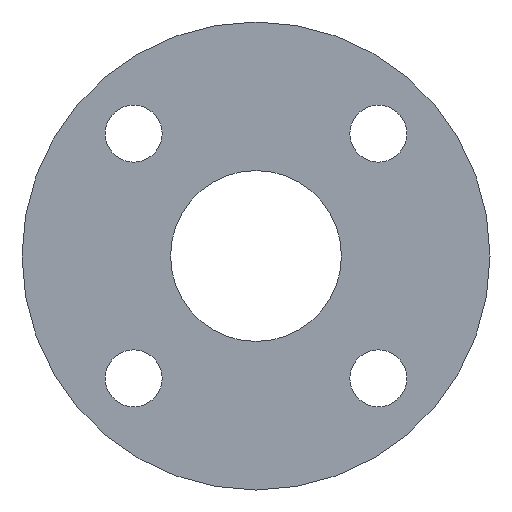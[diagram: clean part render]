
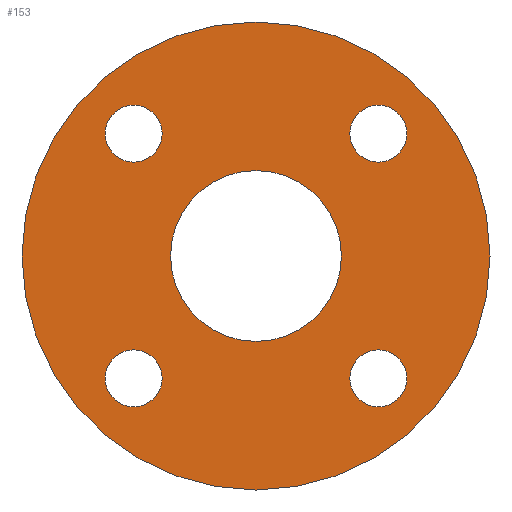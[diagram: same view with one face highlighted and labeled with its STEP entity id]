
A CAD part, front view. The second image highlights one B-rep face of the part: STEP entity #153.
In plain terms, the highlighted planar face has unit normal (0, -1, 0).
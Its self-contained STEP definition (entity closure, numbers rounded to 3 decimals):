
#15=FACE_BOUND('',#40,.T.);
#16=FACE_BOUND('',#41,.T.);
#17=FACE_BOUND('',#42,.T.);
#18=FACE_BOUND('',#43,.T.);
#19=FACE_BOUND('',#44,.T.);
#25=PLANE('',#189);
#31=FACE_OUTER_BOUND('',#39,.T.);
#39=EDGE_LOOP('',(#123));
#40=EDGE_LOOP('',(#124));
#41=EDGE_LOOP('',(#125));
#42=EDGE_LOOP('',(#126));
#43=EDGE_LOOP('',(#127));
#44=EDGE_LOOP('',(#128));
#66=CIRCLE('',#179,7.);
#68=CIRCLE('',#182,7.);
#70=CIRCLE('',#185,7.);
#72=CIRCLE('',#188,7.);
#73=CIRCLE('',#190,57.5);
#74=CIRCLE('',#191,21.);
#78=VERTEX_POINT('',#249);
#80=VERTEX_POINT('',#255);
#82=VERTEX_POINT('',#261);
#84=VERTEX_POINT('',#267);
#85=VERTEX_POINT('',#271);
#86=VERTEX_POINT('',#273);
#91=EDGE_CURVE('',#78,#78,#66,.T.);
#94=EDGE_CURVE('',#80,#80,#68,.T.);
#97=EDGE_CURVE('',#82,#82,#70,.T.);
#100=EDGE_CURVE('',#84,#84,#72,.T.);
#101=EDGE_CURVE('',#85,#85,#73,.T.);
#102=EDGE_CURVE('',#86,#86,#74,.T.);
#123=ORIENTED_EDGE('',*,*,#101,.T.);
#124=ORIENTED_EDGE('',*,*,#91,.T.);
#125=ORIENTED_EDGE('',*,*,#94,.T.);
#126=ORIENTED_EDGE('',*,*,#97,.T.);
#127=ORIENTED_EDGE('',*,*,#100,.T.);
#128=ORIENTED_EDGE('',*,*,#102,.T.);
#153=ADVANCED_FACE('',(#31,#15,#16,#17,#18,#19),#25,.F.);
#179=AXIS2_PLACEMENT_3D('',#251,#204,#205);
#182=AXIS2_PLACEMENT_3D('',#257,#211,#212);
#185=AXIS2_PLACEMENT_3D('',#263,#218,#219);
#188=AXIS2_PLACEMENT_3D('',#269,#225,#226);
#189=AXIS2_PLACEMENT_3D('',#270,#227,#228);
#190=AXIS2_PLACEMENT_3D('',#272,#229,#230);
#191=AXIS2_PLACEMENT_3D('',#274,#231,#232);
#204=DIRECTION('center_axis',(0.,1.,0.));
#205=DIRECTION('ref_axis',(0.,0.,-1.));
#211=DIRECTION('center_axis',(0.,1.,0.));
#212=DIRECTION('ref_axis',(1.,0.,0.));
#218=DIRECTION('center_axis',(0.,1.,0.));
#219=DIRECTION('ref_axis',(0.,0.,1.));
#225=DIRECTION('center_axis',(0.,1.,0.));
#226=DIRECTION('ref_axis',(-1.,0.,0.));
#227=DIRECTION('center_axis',(0.,1.,0.));
#228=DIRECTION('ref_axis',(0.,0.,1.));
#229=DIRECTION('center_axis',(0.,-1.,0.));
#230=DIRECTION('ref_axis',(-1.,0.,0.));
#231=DIRECTION('center_axis',(0.,1.,0.));
#232=DIRECTION('ref_axis',(1.,0.,0.));
#249=CARTESIAN_POINT('',(30.052,-8.,37.052));
#251=CARTESIAN_POINT('Origin',(30.052,-8.,30.052));
#255=CARTESIAN_POINT('',(-37.052,-8.,30.052));
#257=CARTESIAN_POINT('Origin',(-30.052,-8.,30.052));
#261=CARTESIAN_POINT('',(-30.052,-8.,-37.052));
#263=CARTESIAN_POINT('Origin',(-30.052,-8.,-30.052));
#267=CARTESIAN_POINT('',(37.052,-8.,-30.052));
#269=CARTESIAN_POINT('Origin',(30.052,-8.,-30.052));
#270=CARTESIAN_POINT('Origin',(0.,-8.,0.));
#271=CARTESIAN_POINT('',(57.5,-8.,0.));
#272=CARTESIAN_POINT('Origin',(0.,-8.,0.));
#273=CARTESIAN_POINT('',(-21.,-8.,0.));
#274=CARTESIAN_POINT('Origin',(0.,-8.,0.));
